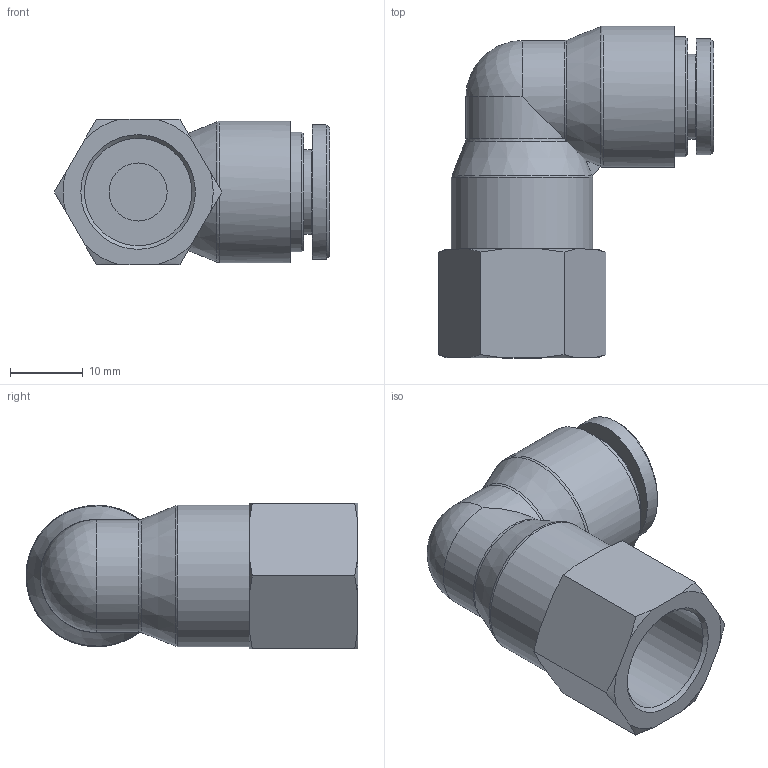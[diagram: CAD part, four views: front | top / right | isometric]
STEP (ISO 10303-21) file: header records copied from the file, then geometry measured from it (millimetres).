
FILE_DESCRIPTION((''),'2;1');
FILE_NAME('HR-PLF 10G03.stp','2020-03-19T10:24:17',('user'),(''),'Autodesk Inventor 2013','Autodesk Inventor 2013','');
FILE_SCHEMA(('AUTOMOTIVE_DESIGN { 1 0 10303 214 1 1 1 1 }'));
Length unit declared in the file: millimetre
Products named in the file (6): 조립품1; HR-PUL 10 BODY; HR-COLLAR 10; HR-Collar 10L(SUS); HR-SLEEVE 10; HR-PLF BODY 10G03
Assembly tree (5 placements, depth 3):
  조립품1
    HR-PUL 10 BODY
    HR-COLLAR 10
      HR-Collar 10L(SUS)
      HR-SLEEVE 10
    HR-PLF BODY 10G03
Bounding box: 37.95 x 45.75 x 20 mm (x, y, z)
Volume: 11631.2 mm3; surface area: 7099.2 mm2
Topology: 4 solids, 4 shells, 161 faces, 398 edges, 260 vertices
Faces by surface type: plane 85, bspline 41, cone 19, cylinder 11, torus 4, sphere 1
Full cylindrical faces by diameter (mm): 8 x1, 10.15 x1, 10.2 x2, 11.7 x1, 14.8 x1, 16.5 x1, 19.5 x2
Entity records: 5109 total; most frequent: CARTESIAN_POINT 1516, ORIENTED_EDGE 756, DIRECTION 583, EDGE_CURVE 378, VERTEX_POINT 257, VECTOR 215, LINE 215, EDGE_LOOP 199
